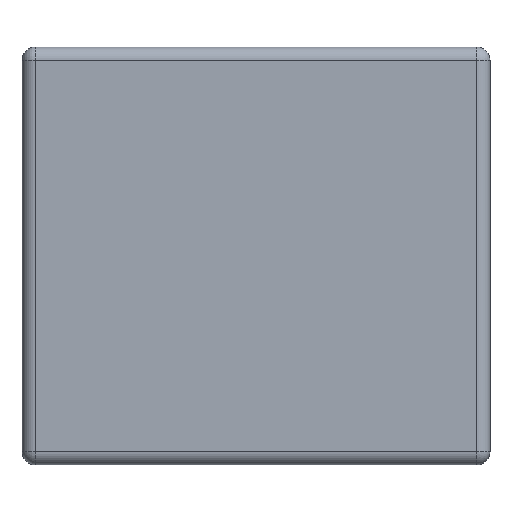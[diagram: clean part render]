
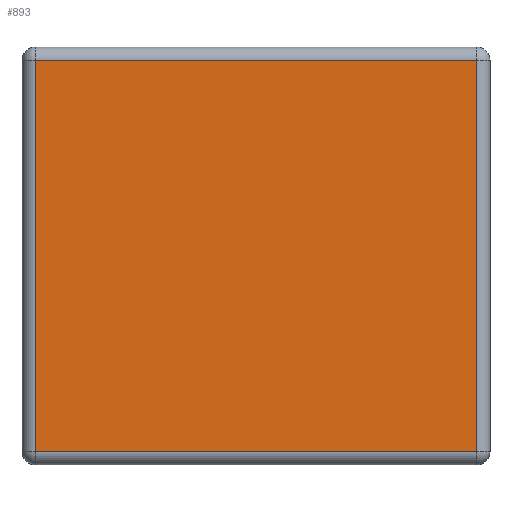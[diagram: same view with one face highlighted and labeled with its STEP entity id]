
A CAD part, left-side view. The second image highlights one B-rep face of the part: STEP entity #893.
In plain terms, the highlighted planar face has unit normal (-1, 0, 0).
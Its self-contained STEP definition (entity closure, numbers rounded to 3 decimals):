
#21 = EDGE_CURVE ( 'NONE', #615, #293, #446, .T. ) ;
#43 = CARTESIAN_POINT ( 'NONE',  ( -1.6, 0.08, -1.17 ) ) ;
#96 = FACE_OUTER_BOUND ( 'NONE', #586, .T. ) ;
#121 = ORIENTED_EDGE ( 'NONE', *, *, #1019, .T. ) ;
#158 = CARTESIAN_POINT ( 'NONE',  ( -1.6, 0.08, 1.17 ) ) ;
#162 = ORIENTED_EDGE ( 'NONE', *, *, #549, .T. ) ;
#227 = CARTESIAN_POINT ( 'NONE',  ( -1.6, 2.72, -1.25 ) ) ;
#229 = ORIENTED_EDGE ( 'NONE', *, *, #357, .T. ) ;
#292 = CARTESIAN_POINT ( 'NONE',  ( -1.6, 2.8, -1.25 ) ) ;
#293 = VERTEX_POINT ( 'NONE', #948 ) ;
#357 = EDGE_CURVE ( 'NONE', #293, #1177, #1260, .T. ) ;
#406 = LINE ( 'NONE', #790, #826 ) ;
#418 = PLANE ( 'NONE',  #1122 ) ;
#429 = CARTESIAN_POINT ( 'NONE',  ( -1.6, 2.72, 1.17 ) ) ;
#446 = LINE ( 'NONE', #227, #1117 ) ;
#485 = DIRECTION ( 'NONE',  ( 1., 0., 0. ) ) ;
#545 = VECTOR ( 'NONE', #792, 1000. ) ;
#549 = EDGE_CURVE ( 'NONE', #659, #615, #406, .T. ) ;
#586 = EDGE_LOOP ( 'NONE', ( #817, #229, #121, #162 ) ) ;
#615 = VERTEX_POINT ( 'NONE', #429 ) ;
#645 = VECTOR ( 'NONE', #877, 1000. ) ;
#659 = VERTEX_POINT ( 'NONE', #158 ) ;
#750 = CARTESIAN_POINT ( 'NONE',  ( -1.6, 2.8, -1.17 ) ) ;
#790 = CARTESIAN_POINT ( 'NONE',  ( -1.6, 2.8, 1.17 ) ) ;
#792 = DIRECTION ( 'NONE',  ( 0., 0., 1. ) ) ;
#816 = LINE ( 'NONE', #1215, #545 ) ;
#817 = ORIENTED_EDGE ( 'NONE', *, *, #21, .T. ) ;
#826 = VECTOR ( 'NONE', #1183, 1000. ) ;
#877 = DIRECTION ( 'NONE',  ( 0., -1., 0. ) ) ;
#880 = DIRECTION ( 'NONE',  ( 0., 0., -1. ) ) ;
#893 = ADVANCED_FACE ( 'NONE', ( #96 ), #418, .F. ) ;
#948 = CARTESIAN_POINT ( 'NONE',  ( -1.6, 2.72, -1.17 ) ) ;
#1009 = DIRECTION ( 'NONE',  ( 0., 0., -1. ) ) ;
#1019 = EDGE_CURVE ( 'NONE', #1177, #659, #816, .T. ) ;
#1117 = VECTOR ( 'NONE', #1009, 1000. ) ;
#1122 = AXIS2_PLACEMENT_3D ( 'NONE', #292, #485, #880 ) ;
#1177 = VERTEX_POINT ( 'NONE', #43 ) ;
#1183 = DIRECTION ( 'NONE',  ( 0., 1., 0. ) ) ;
#1215 = CARTESIAN_POINT ( 'NONE',  ( -1.6, 0.08, -1.25 ) ) ;
#1260 = LINE ( 'NONE', #750, #645 ) ;
